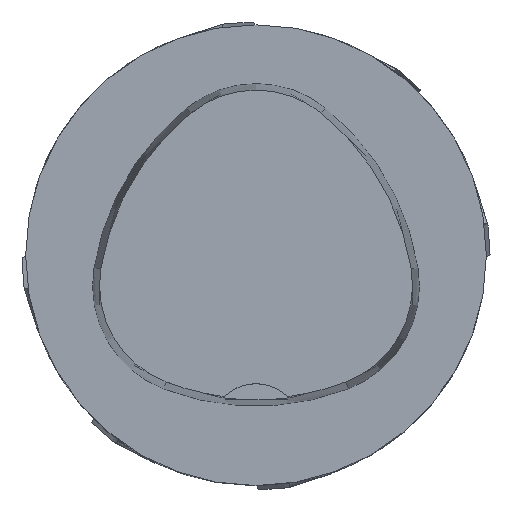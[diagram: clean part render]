
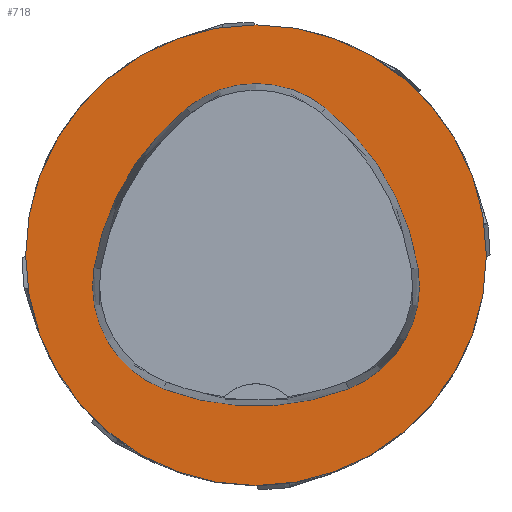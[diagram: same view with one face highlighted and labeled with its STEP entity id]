
A CAD part, top view. The second image highlights one B-rep face of the part: STEP entity #718.
In plain terms, the highlighted planar face has unit normal (0, 0, 1).
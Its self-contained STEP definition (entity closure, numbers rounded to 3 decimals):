
#263=PLANE('',#4152);
#718=ADVANCED_FACE('',(#1423,#1424),#263,.T.);
#1423=FACE_BOUND('',#1613,.T.);
#1424=FACE_BOUND('',#1614,.T.);
#1613=EDGE_LOOP('',(#2229,#2230,#2231,#2232,#2233,#2234));
#1614=EDGE_LOOP('',(#2235));
#2229=ORIENTED_EDGE('',*,*,#3483,.T.);
#2230=ORIENTED_EDGE('',*,*,#3463,.T.);
#2231=ORIENTED_EDGE('',*,*,#3467,.T.);
#2232=ORIENTED_EDGE('',*,*,#3470,.T.);
#2233=ORIENTED_EDGE('',*,*,#3473,.T.);
#2234=ORIENTED_EDGE('',*,*,#3481,.T.);
#2235=ORIENTED_EDGE('',*,*,#3274,.F.);
#2893=VERTEX_POINT('',#5671);
#3024=VERTEX_POINT('',#17278);
#3025=VERTEX_POINT('',#17279);
#3028=VERTEX_POINT('',#17287);
#3030=VERTEX_POINT('',#17293);
#3032=VERTEX_POINT('',#17299);
#3039=VERTEX_POINT('',#17320);
#3274=EDGE_CURVE('',#2893,#2893,#3798,.T.);
#3463=EDGE_CURVE('',#3024,#3025,#3839,.T.);
#3467=EDGE_CURVE('',#3025,#3028,#3841,.T.);
#3470=EDGE_CURVE('',#3028,#3030,#3843,.T.);
#3473=EDGE_CURVE('',#3030,#3032,#3845,.T.);
#3481=EDGE_CURVE('',#3032,#3039,#3849,.T.);
#3483=EDGE_CURVE('',#3039,#3024,#3851,.T.);
#3798=CIRCLE('',#4028,25.);
#3839=CIRCLE('',#4130,28.);
#3841=CIRCLE('',#4133,12.);
#3843=CIRCLE('',#4136,28.);
#3845=CIRCLE('',#4139,12.);
#3849=CIRCLE('',#4144,28.);
#3851=CIRCLE('',#4147,12.);
#4028=AXIS2_PLACEMENT_3D('',#5670,#4527,#4528);
#4130=AXIS2_PLACEMENT_3D('',#17277,#4747,#4748);
#4133=AXIS2_PLACEMENT_3D('',#17286,#4755,#4756);
#4136=AXIS2_PLACEMENT_3D('',#17292,#4762,#4763);
#4139=AXIS2_PLACEMENT_3D('',#17298,#4769,#4770);
#4144=AXIS2_PLACEMENT_3D('',#17321,#4781,#4782);
#4147=AXIS2_PLACEMENT_3D('',#17324,#4787,#4788);
#4152=AXIS2_PLACEMENT_3D('',#17329,#4797,#4798);
#4527=DIRECTION('',(0.,0.,-1.));
#4528=DIRECTION('',(-1.,0.,0.));
#4747=DIRECTION('',(0.,0.,-1.));
#4748=DIRECTION('',(-1.,0.,0.));
#4755=DIRECTION('',(0.,0.,-1.));
#4756=DIRECTION('',(-1.,0.,0.));
#4762=DIRECTION('',(0.,0.,-1.));
#4763=DIRECTION('',(-1.,0.,0.));
#4769=DIRECTION('',(0.,0.,-1.));
#4770=DIRECTION('',(-1.,0.,0.));
#4781=DIRECTION('',(0.,0.,-1.));
#4782=DIRECTION('',(-1.,0.,0.));
#4787=DIRECTION('',(0.,0.,-1.));
#4788=DIRECTION('',(-1.,0.,0.));
#4797=DIRECTION('',(0.,0.,1.));
#4798=DIRECTION('',(1.,0.,0.));
#5670=CARTESIAN_POINT('',(0.,0.,0.));
#5671=CARTESIAN_POINT('',(-25.,0.,0.));
#17277=CARTESIAN_POINT('',(10.068,-5.824,0.));
#17278=CARTESIAN_POINT('',(-17.584,-1.424,0.));
#17279=CARTESIAN_POINT('',(-7.531,15.953,0.));
#17286=CARTESIAN_POINT('',(0.011,6.62,0.));
#17287=CARTESIAN_POINT('',(7.567,15.942,0.));
#17292=CARTESIAN_POINT('',(-10.063,-5.81,0.));
#17293=CARTESIAN_POINT('',(17.59,-1.418,0.));
#17298=CARTESIAN_POINT('',(5.739,-3.3,0.));
#17299=CARTESIAN_POINT('',(10.05,-14.499,0.));
#17320=CARTESIAN_POINT('',(-10.025,-14.516,0.));
#17321=CARTESIAN_POINT('',(-0.01,11.631,0.));
#17324=CARTESIAN_POINT('',(-5.733,-3.31,0.));
#17329=CARTESIAN_POINT('',(0.,0.,0.));
